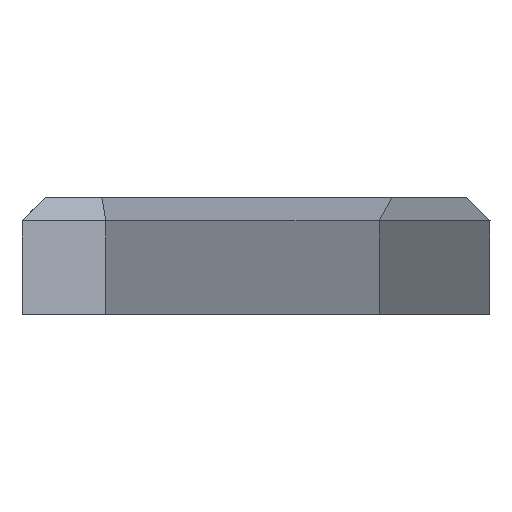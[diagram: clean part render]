
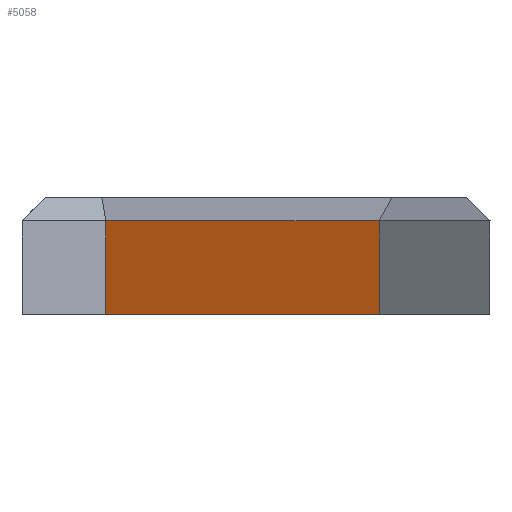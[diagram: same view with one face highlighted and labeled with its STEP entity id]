
A CAD part, left-side view. The second image highlights one B-rep face of the part: STEP entity #5058.
In plain terms, the highlighted planar face has unit normal (-0.898, 0.44, 0).
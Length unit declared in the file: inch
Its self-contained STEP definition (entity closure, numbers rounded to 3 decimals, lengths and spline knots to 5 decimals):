
#149 = DIRECTION ( 'NONE',  ( 0.44, 0.898, 0. ) ) ;
#612 = CARTESIAN_POINT ( 'NONE',  ( -2.08315, 2.66044, 0.15748 ) ) ;
#673 = LINE ( 'NONE', #1604, #4177 ) ;
#1351 = VERTEX_POINT ( 'NONE', #612 ) ;
#1374 = EDGE_CURVE ( 'NONE', #4226, #2727, #673, .T. ) ;
#1447 = ORIENTED_EDGE ( 'NONE', *, *, #5109, .T. ) ;
#1604 = CARTESIAN_POINT ( 'NONE',  ( -2.3082, 2.20061, 0. ) ) ;
#1661 = FACE_OUTER_BOUND ( 'NONE', #5598, .T. ) ;
#1752 = LINE ( 'NONE', #2705, #2811 ) ;
#1780 = CARTESIAN_POINT ( 'NONE',  ( -2.3082, 2.20061, 0.15748 ) ) ;
#1986 = EDGE_CURVE ( 'NONE', #2417, #1351, #6358, .T. ) ;
#2215 = DIRECTION ( 'NONE',  ( 0.44, 0.898, 0. ) ) ;
#2417 = VERTEX_POINT ( 'NONE', #1780 ) ;
#2596 = VECTOR ( 'NONE', #3546, 39.37008 ) ;
#2612 = DIRECTION ( 'NONE',  ( -0.898, 0.44, 0. ) ) ;
#2705 = CARTESIAN_POINT ( 'NONE',  ( -2.3082, 2.20061, 0.19685 ) ) ;
#2727 = VERTEX_POINT ( 'NONE', #4728 ) ;
#2811 = VECTOR ( 'NONE', #4731, 39.37008 ) ;
#3208 = DIRECTION ( 'NONE',  ( -0.44, -0.898, 0. ) ) ;
#3448 = ORIENTED_EDGE ( 'NONE', *, *, #3684, .F. ) ;
#3546 = DIRECTION ( 'NONE',  ( 0., 0., 1. ) ) ;
#3684 = EDGE_CURVE ( 'NONE', #2727, #1351, #4547, .T. ) ;
#4177 = VECTOR ( 'NONE', #149, 39.37008 ) ;
#4226 = VERTEX_POINT ( 'NONE', #5660 ) ;
#4262 = PLANE ( 'NONE',  #5146 ) ;
#4547 = LINE ( 'NONE', #6064, #2596 ) ;
#4579 = ORIENTED_EDGE ( 'NONE', *, *, #1986, .T. ) ;
#4728 = CARTESIAN_POINT ( 'NONE',  ( -2.08315, 2.66044, 0. ) ) ;
#4731 = DIRECTION ( 'NONE',  ( 0., 0., 1. ) ) ;
#4915 = VECTOR ( 'NONE', #2215, 39.37008 ) ;
#5058 = ADVANCED_FACE ( 'NONE', ( #1661 ), #4262, .T. ) ;
#5109 = EDGE_CURVE ( 'NONE', #4226, #2417, #1752, .T. ) ;
#5146 = AXIS2_PLACEMENT_3D ( 'NONE', #5690, #2612, #3208 ) ;
#5308 = ORIENTED_EDGE ( 'NONE', *, *, #1374, .F. ) ;
#5598 = EDGE_LOOP ( 'NONE', ( #3448, #5308, #1447, #4579 ) ) ;
#5660 = CARTESIAN_POINT ( 'NONE',  ( -2.3082, 2.20061, 0. ) ) ;
#5690 = CARTESIAN_POINT ( 'NONE',  ( -2.3082, 2.20061, 0.19685 ) ) ;
#5853 = CARTESIAN_POINT ( 'NONE',  ( -2.3082, 2.20061, 0.15748 ) ) ;
#6064 = CARTESIAN_POINT ( 'NONE',  ( -2.08315, 2.66044, 0.19685 ) ) ;
#6358 = LINE ( 'NONE', #5853, #4915 ) ;
